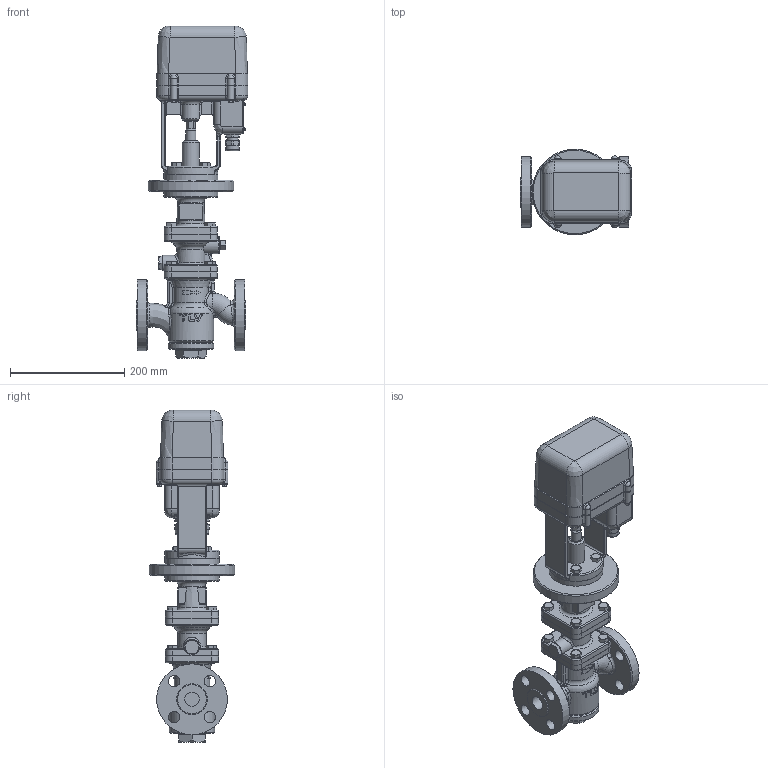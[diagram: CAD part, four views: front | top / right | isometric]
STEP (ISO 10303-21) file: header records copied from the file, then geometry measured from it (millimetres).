
FILE_DESCRIPTION(/* description */ (''),/* implementation_level */ '2;1');
FILE_NAME(/* name */ 'ccr16-025-a0300-00.stp',/* time_stamp */ '2018-01-17T14:42:55+09:00',/* author */ ('nakaot'),/* organization */ (''),/* preprocessor_version */ 'ST-DEVELOPER v15.6',/* originating_system */ 'Autodesk Inventor 2015',/* authorisation */ '');
FILE_SCHEMA (('CONFIG_CONTROL_DESIGN'));
Products named in the file (1): ccr16-025-a0300-00
Bounding box: 196 x 150 x 582 mm (x, y, z)
Volume: 4920370.6 mm3; surface area: 479266.5 mm2
Topology: 1 solids, 3 shells, 1259 faces, 2999 edges, 1813 vertices
Faces by surface type: plane 495, cylinder 328, bspline 179, cone 147, torus 88, sphere 22
Full cylindrical faces by diameter (mm): 2.459 x4, 4 x4, 4.6 x4, 5.3 x4, 6 x8, 7 x4, 10 x24, 12 x16, 18 x1, 18.631 x2, 20 x10, 23 x1, 24 x2, 25 x2, 27 x1, 30 x2, 32 x1, 50 x2, 60 x2, 70 x1, 80 x2, 95 x3, 124 x2, 150 x1
Entity records: 49116 total; most frequent: CARTESIAN_POINT 22326, ORIENTED_EDGE 5596, DIRECTION 5269, EDGE_CURVE 2798, AXIS2_PLACEMENT_3D 2097, VERTEX_POINT 1773, EDGE_LOOP 1547, FACE_OUTER_BOUND 1259
